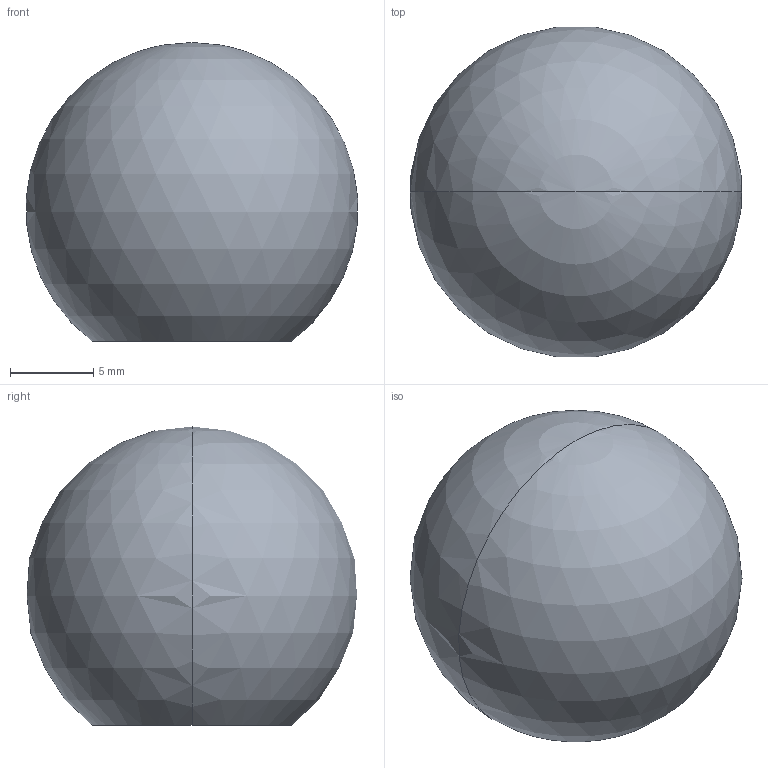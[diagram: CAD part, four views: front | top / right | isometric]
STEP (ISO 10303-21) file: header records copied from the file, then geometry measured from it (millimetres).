
FILE_DESCRIPTION(('STEP AP214'),'1');
FILE_NAME(' ',' ',('TraceParts'),('TraceParts S.A.'),'XStep 1.0',' ',' ');
FILE_SCHEMA(('automotive_design'));
Length unit declared in the file: millimetre
Products named in the file (1): 1
Bounding box: 19.95 x 19.87 x 18 mm (x, y, z)
Volume: 3895.3 mm3; surface area: 1408 mm2
Topology: 1 solids, 1 shells, 14 faces, 33 edges, 19 vertices
Faces by surface type: cone 6, cylinder 4, sphere 2, plane 2
Entity records: 760 total; most frequent: DIRECTION 78, STYLED_ITEM 63, PRESENTATION_STYLE_ASSIGNMENT 63, CARTESIAN_POINT 63, COLOUR_RGB 63, ORIENTED_EDGE 58, AXIS2_PLACEMENT_3D 34, EDGE_CURVE 29
